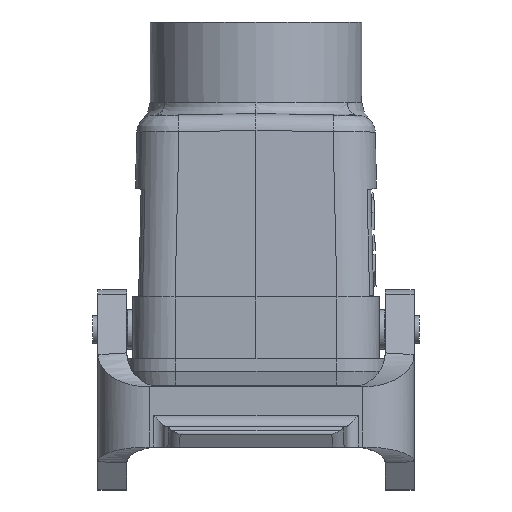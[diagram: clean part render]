
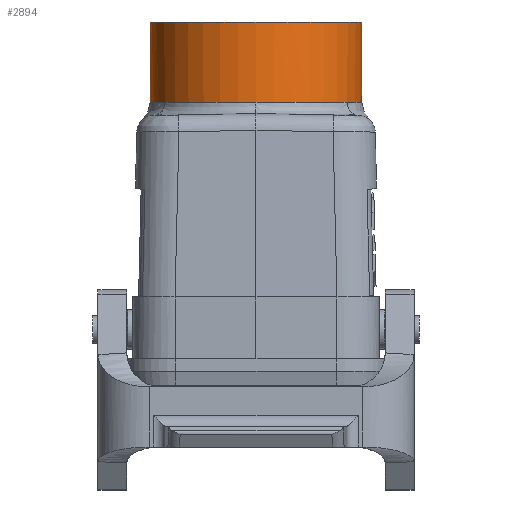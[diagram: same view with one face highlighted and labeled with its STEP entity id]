
A CAD part, left-side view. The second image highlights one B-rep face of the part: STEP entity #2894.
In plain terms, the highlighted cylindrical face has radius 18.5 mm (diameter 37 mm), a full revolution.
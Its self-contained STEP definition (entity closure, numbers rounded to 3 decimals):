
#120=FACE_BOUND('',#3917,.T.);
#121=FACE_BOUND('',#3918,.T.);
#2453=B_SPLINE_CURVE_WITH_KNOTS('',3,(#15028,#15029,#15030,#15031,#15032,
#15033),.UNSPECIFIED.,.F.,.F.,(4,2,4),(0.,0.5,1.),.UNSPECIFIED.);
#2455=B_SPLINE_CURVE_WITH_KNOTS('',3,(#15135,#15136,#15137,#15138,#15139,
#15140),.UNSPECIFIED.,.F.,.F.,(4,2,4),(0.,0.5,1.),.UNSPECIFIED.);
#2457=B_SPLINE_CURVE_WITH_KNOTS('',3,(#15174,#15175,#15176,#15177,#15178,
#15179),.UNSPECIFIED.,.F.,.F.,(4,2,4),(0.,0.5,1.),.UNSPECIFIED.);
#2459=B_SPLINE_CURVE_WITH_KNOTS('',3,(#15213,#15214,#15215,#15216,#15217,
#15218),.UNSPECIFIED.,.F.,.F.,(4,2,4),(0.,0.5,1.),.UNSPECIFIED.);
#2461=B_SPLINE_CURVE_WITH_KNOTS('',3,(#15320,#15321,#15322,#15323,#15324,
#15325),.UNSPECIFIED.,.F.,.F.,(4,2,4),(0.,0.5,1.),.UNSPECIFIED.);
#2463=B_SPLINE_CURVE_WITH_KNOTS('',3,(#15357,#15358,#15359,#15360,#15361,
#15362),.UNSPECIFIED.,.F.,.F.,(4,2,4),(0.,0.5,1.),.UNSPECIFIED.);
#2894=ADVANCED_FACE('',(#120,#121),#3271,.T.);
#3271=CYLINDRICAL_SURFACE('',#10670,18.5);
#3917=EDGE_LOOP('',(#5187));
#3918=EDGE_LOOP('',(#5188,#5189,#5190,#5191,#5192,#5193));
#4349=CIRCLE('',#10642,18.5);
#5187=ORIENTED_EDGE('',*,*,#7808,.F.);
#5188=ORIENTED_EDGE('',*,*,#7937,.T.);
#5189=ORIENTED_EDGE('',*,*,#7934,.T.);
#5190=ORIENTED_EDGE('',*,*,#7931,.T.);
#5191=ORIENTED_EDGE('',*,*,#7928,.T.);
#5192=ORIENTED_EDGE('',*,*,#7925,.T.);
#5193=ORIENTED_EDGE('',*,*,#7940,.T.);
#6976=VERTEX_POINT('',#14561);
#7086=VERTEX_POINT('',#15026);
#7088=VERTEX_POINT('',#15034);
#7090=VERTEX_POINT('',#15141);
#7092=VERTEX_POINT('',#15180);
#7094=VERTEX_POINT('',#15219);
#7096=VERTEX_POINT('',#15326);
#7808=EDGE_CURVE('',#6976,#6976,#4349,.T.);
#7925=EDGE_CURVE('',#7088,#7086,#2453,.T.);
#7928=EDGE_CURVE('',#7090,#7088,#2455,.T.);
#7931=EDGE_CURVE('',#7092,#7090,#2457,.T.);
#7934=EDGE_CURVE('',#7094,#7092,#2459,.T.);
#7937=EDGE_CURVE('',#7096,#7094,#2461,.T.);
#7940=EDGE_CURVE('',#7086,#7096,#2463,.T.);
#10642=AXIS2_PLACEMENT_3D('',#14560,#11759,#11760);
#10670=AXIS2_PLACEMENT_3D('',#15391,#11903,#11904);
#11759=DIRECTION('',(0.,0.,1.));
#11760=DIRECTION('',(-1.,0.,0.));
#11903=DIRECTION('',(0.,0.,1.));
#11904=DIRECTION('',(1.,0.,0.));
#14560=CARTESIAN_POINT('',(0.,0.,51.85));
#14561=CARTESIAN_POINT('',(-18.5,0.,51.85));
#15026=CARTESIAN_POINT('',(9.436,-15.913,37.85));
#15028=CARTESIAN_POINT('',(-9.436,-15.913,37.85));
#15029=CARTESIAN_POINT('',(-6.597,-17.596,37.85));
#15030=CARTESIAN_POINT('',(-3.301,-18.5,37.85));
#15031=CARTESIAN_POINT('',(3.301,-18.5,37.85));
#15032=CARTESIAN_POINT('',(6.597,-17.596,37.85));
#15033=CARTESIAN_POINT('',(9.436,-15.913,37.85));
#15034=CARTESIAN_POINT('',(-9.436,-15.913,37.85));
#15135=CARTESIAN_POINT('',(-18.5,0.,37.85));
#15136=CARTESIAN_POINT('',(-18.5,-3.193,37.85));
#15137=CARTESIAN_POINT('',(-17.655,-6.382,37.85));
#15138=CARTESIAN_POINT('',(-14.495,-11.931,37.85));
#15139=CARTESIAN_POINT('',(-12.182,-14.284,37.85));
#15140=CARTESIAN_POINT('',(-9.436,-15.913,37.85));
#15141=CARTESIAN_POINT('',(-18.5,0.,37.85));
#15174=CARTESIAN_POINT('',(-9.436,15.912,37.85));
#15175=CARTESIAN_POINT('',(-12.183,14.284,37.85));
#15176=CARTESIAN_POINT('',(-14.495,11.931,37.85));
#15177=CARTESIAN_POINT('',(-17.655,6.382,37.85));
#15178=CARTESIAN_POINT('',(-18.5,3.193,37.85));
#15179=CARTESIAN_POINT('',(-18.5,0.,37.85));
#15180=CARTESIAN_POINT('',(-9.436,15.912,37.85));
#15213=CARTESIAN_POINT('',(9.436,15.913,37.85));
#15214=CARTESIAN_POINT('',(6.597,17.596,37.85));
#15215=CARTESIAN_POINT('',(3.301,18.5,37.85));
#15216=CARTESIAN_POINT('',(-3.301,18.5,37.85));
#15217=CARTESIAN_POINT('',(-6.597,17.596,37.85));
#15218=CARTESIAN_POINT('',(-9.436,15.912,37.85));
#15219=CARTESIAN_POINT('',(9.436,15.913,37.85));
#15320=CARTESIAN_POINT('',(18.5,0.,37.85));
#15321=CARTESIAN_POINT('',(18.5,3.193,37.85));
#15322=CARTESIAN_POINT('',(17.655,6.382,37.85));
#15323=CARTESIAN_POINT('',(14.495,11.931,37.85));
#15324=CARTESIAN_POINT('',(12.182,14.284,37.85));
#15325=CARTESIAN_POINT('',(9.436,15.913,37.85));
#15326=CARTESIAN_POINT('',(18.5,0.,37.85));
#15357=CARTESIAN_POINT('',(9.436,-15.913,37.85));
#15358=CARTESIAN_POINT('',(12.183,-14.284,37.85));
#15359=CARTESIAN_POINT('',(14.495,-11.931,37.85));
#15360=CARTESIAN_POINT('',(17.655,-6.382,37.85));
#15361=CARTESIAN_POINT('',(18.5,-3.193,37.85));
#15362=CARTESIAN_POINT('',(18.5,0.,37.85));
#15391=CARTESIAN_POINT('',(0.,0.,35.35));
